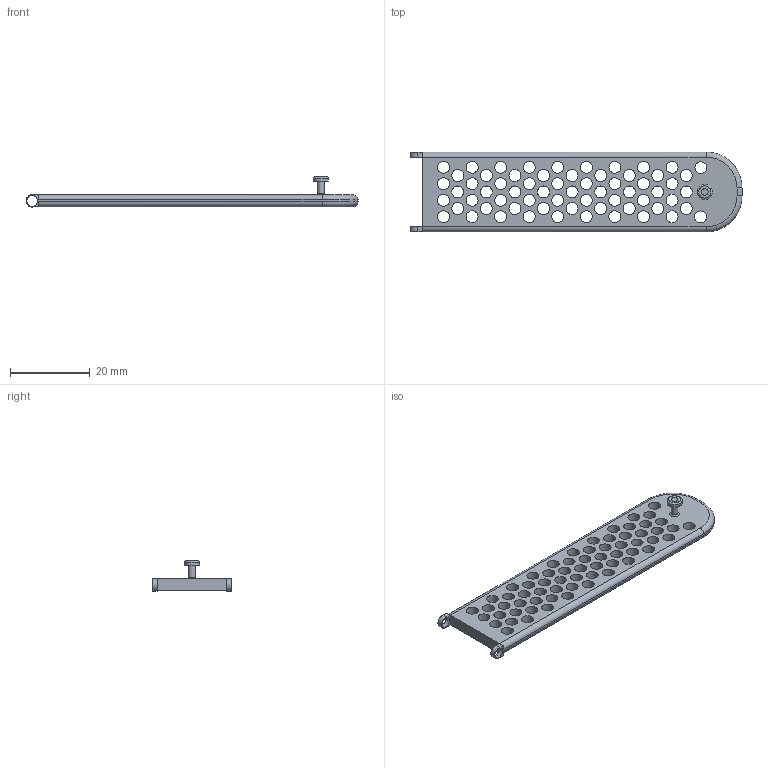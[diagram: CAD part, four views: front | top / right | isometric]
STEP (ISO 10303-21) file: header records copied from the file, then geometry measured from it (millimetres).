
FILE_DESCRIPTION(/* description */ ('STEP AP242 Edition 2','CAx-IF Rec.Pracs.---Representation and Presentation of Product Manufacturing Information (PMI)---4.0---2014-10-13','CAx-IF Rec.Pracs.---3D Tessellated Geometry---0.4---2014-09-14','2;1','CAx-IF Rec.Pracs.---User Defined Attributes---1.5---2016-08-15'),/* implementation_level */ '2;1');
FILE_NAME(/* name */ '69571cee5f91b65be381d553',/* time_stamp */ '2026-01-02T01:18:39Z',/* author */ (''),/* organization */ (''),/* preprocessor_version */ 'ST-DEVELOPER v20',/* originating_system */ 'ONSHAPE BY PTC INC, 1.208',/* authorisation */ ' ');
FILE_SCHEMA (('AP242_MANAGED_MODEL_BASED_3D_ENGINEERING_MIM_LF { 1 0 10303 442 3 1 4 }'));
Length unit declared in the file: metre
Products named in the file (2): Part 3; Part 1
Bounding box: 83.1 x 20 x 7.56 mm (x, y, z)
Volume: 3229.8 mm3; surface area: 4545.3 mm2
Topology: 2 solids, 2 shells, 108 faces, 292 edges, 189 vertices
Faces by surface type: cylinder 80, plane 20, torus 8
Full cylindrical faces by diameter (mm): 1.692 x2, 2.719 x2, 3 x65, 3.756 x1
Entity records: 3384 total; most frequent: DIRECTION 604, CARTESIAN_POINT 509, ORIENTED_EDGE 428, EDGE_LOOP 319, FACE_BOUND 319, AXIS2_PLACEMENT_3D 280, EDGE_CURVE 214, VERTEX_POINT 185
